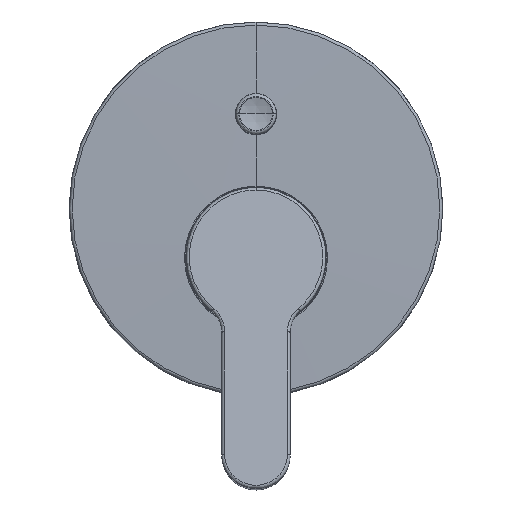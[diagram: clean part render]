
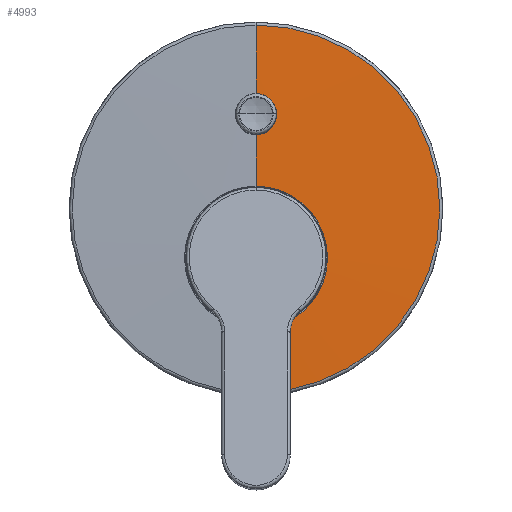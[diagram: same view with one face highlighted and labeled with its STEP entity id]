
A CAD part, top view. The second image highlights one B-rep face of the part: STEP entity #4993.
In plain terms, the highlighted spherical face has radius 3500 mm.
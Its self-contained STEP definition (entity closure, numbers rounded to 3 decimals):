
#38 = DIRECTION ( 'NONE',  ( 0., 0., 1. ) ) ;
#192 = DIRECTION ( 'NONE',  ( -1., 0., 0. ) ) ;
#193 = AXIS2_PLACEMENT_3D ( 'NONE', #4668, #192, #974 ) ;
#257 = VERTEX_POINT ( 'NONE', #4880 ) ;
#498 = AXIS2_PLACEMENT_3D ( 'NONE', #4965, #4506, #5402 ) ;
#574 = CIRCLE ( 'NONE', #193, 3500. ) ;
#576 = EDGE_CURVE ( 'NONE', #1680, #3661, #3071, .T. ) ;
#603 = EDGE_CURVE ( 'NONE', #3204, #4257, #3325, .T. ) ;
#685 = ORIENTED_EDGE ( 'NONE', *, *, #576, .F. ) ;
#974 = DIRECTION ( 'NONE',  ( 0., 0., 1. ) ) ;
#1126 = CARTESIAN_POINT ( 'NONE',  ( 0., 0., 39.274 ) ) ;
#1194 = DIRECTION ( 'NONE',  ( 0., 1., 0. ) ) ;
#1436 = CARTESIAN_POINT ( 'NONE',  ( 0., 17., -3460.596 ) ) ;
#1549 = ORIENTED_EDGE ( 'NONE', *, *, #603, .T. ) ;
#1596 = EDGE_CURVE ( 'NONE', #3022, #257, #2815, .T. ) ;
#1680 = VERTEX_POINT ( 'NONE', #3175 ) ;
#1734 = CARTESIAN_POINT ( 'NONE',  ( 0., 17., -3460.596 ) ) ;
#1809 = CARTESIAN_POINT ( 'NONE',  ( 0., 24.9, 39.395 ) ) ;
#1872 = EDGE_CURVE ( 'NONE', #3661, #3022, #574, .T. ) ;
#2007 = DIRECTION ( 'NONE',  ( 0., -1., 0. ) ) ;
#2060 = ORIENTED_EDGE ( 'NONE', *, *, #4143, .T. ) ;
#2314 = CARTESIAN_POINT ( 'NONE',  ( 0., 17., -3460.596 ) ) ;
#2328 = DIRECTION ( 'NONE',  ( 0., 0., 1. ) ) ;
#2427 = CIRCLE ( 'NONE', #5598, 3500. ) ;
#2465 = DIRECTION ( 'NONE',  ( 0., 1., 0. ) ) ;
#2538 = DIRECTION ( 'NONE',  ( 1., 0., 0. ) ) ;
#2815 = CIRCLE ( 'NONE', #498, 7.2 ) ;
#2934 = CARTESIAN_POINT ( 'NONE',  ( 0., 17., 38.818 ) ) ;
#3004 = DIRECTION ( 'NONE',  ( 0., -1., -0.005 ) ) ;
#3022 = VERTEX_POINT ( 'NONE', #5331 ) ;
#3071 = CIRCLE ( 'NONE', #4185, 24.9 ) ;
#3102 = DIRECTION ( 'NONE',  ( 0., -0.005, 1. ) ) ;
#3175 = CARTESIAN_POINT ( 'NONE',  ( 0., -24.9, 39.153 ) ) ;
#3204 = VERTEX_POINT ( 'NONE', #3216 ) ;
#3216 = CARTESIAN_POINT ( 'NONE',  ( 0., -47.035, 38.818 ) ) ;
#3325 = CIRCLE ( 'NONE', #4821, 64.035 ) ;
#3328 = CARTESIAN_POINT ( 'NONE',  ( 0., 81.035, 38.818 ) ) ;
#3643 = CIRCLE ( 'NONE', #4483, 3500. ) ;
#3661 = VERTEX_POINT ( 'NONE', #1809 ) ;
#4143 = EDGE_CURVE ( 'NONE', #1680, #3204, #3643, .T. ) ;
#4185 = AXIS2_PLACEMENT_3D ( 'NONE', #1126, #3102, #3004 ) ;
#4257 = VERTEX_POINT ( 'NONE', #3328 ) ;
#4483 = AXIS2_PLACEMENT_3D ( 'NONE', #2314, #2538, #1194 ) ;
#4506 = DIRECTION ( 'NONE',  ( 0., 0.009, 1. ) ) ;
#4668 = CARTESIAN_POINT ( 'NONE',  ( 0., 17., -3460.596 ) ) ;
#4701 = SPHERICAL_SURFACE ( 'NONE', #5301, 3500. ) ;
#4753 = DIRECTION ( 'NONE',  ( 1., 0., 0. ) ) ;
#4821 = AXIS2_PLACEMENT_3D ( 'NONE', #2934, #2328, #2007 ) ;
#4823 = ORIENTED_EDGE ( 'NONE', *, *, #5012, .F. ) ;
#4880 = CARTESIAN_POINT ( 'NONE',  ( 0., 57.2, 39.173 ) ) ;
#4948 = DIRECTION ( 'NONE',  ( -1., 0., 0. ) ) ;
#4965 = CARTESIAN_POINT ( 'NONE',  ( 0., 50., 39.241 ) ) ;
#4993 = ADVANCED_FACE ( 'NONE', ( #5495 ), #4701, .T. ) ;
#5012 = EDGE_CURVE ( 'NONE', #257, #4257, #2427, .T. ) ;
#5301 = AXIS2_PLACEMENT_3D ( 'NONE', #1734, #4753, #2465 ) ;
#5315 = ORIENTED_EDGE ( 'NONE', *, *, #1872, .F. ) ;
#5331 = CARTESIAN_POINT ( 'NONE',  ( 0., 42.8, 39.309 ) ) ;
#5354 = ORIENTED_EDGE ( 'NONE', *, *, #1596, .F. ) ;
#5402 = DIRECTION ( 'NONE',  ( 0., -1., 0.009 ) ) ;
#5495 = FACE_OUTER_BOUND ( 'NONE', #5825, .T. ) ;
#5598 = AXIS2_PLACEMENT_3D ( 'NONE', #1436, #4948, #38 ) ;
#5825 = EDGE_LOOP ( 'NONE', ( #685, #2060, #1549, #4823, #5354, #5315 ) ) ;
